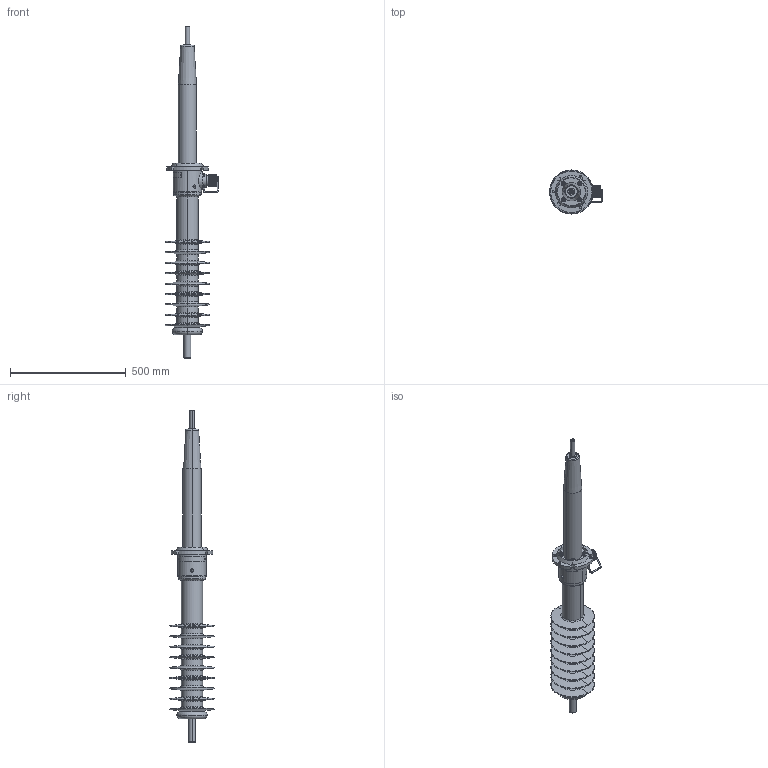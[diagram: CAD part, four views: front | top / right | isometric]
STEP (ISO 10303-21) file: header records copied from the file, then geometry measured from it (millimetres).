
FILE_DESCRIPTION (( 'STEP AP214' ), '1' );
FILE_NAME ('ﾃﾍﾂﾏIII-90-40,5-1000-ﾒﾒ150-ﾎ1(1).STEP', '2022-08-05T07:29:34', ( '' ), ( '' ), 'SwSTEP 2.0', 'SolidWorks 2010', '' );
FILE_SCHEMA (( 'AUTOMOTIVE_DESIGN' ));
Length unit declared in the file: millimetre
Products named in the file (1): ﾃﾍﾂﾏIII-90-40,5-1000-ﾒﾒ150-ﾎ1(1)
Bounding box: 229.81 x 189.96 x 1433 mm (x, y, z)
Volume: 9850726.6 mm3; surface area: 1515533.1 mm2
Topology: 38 solids, 38 shells, 1173 faces, 2982 edges, 1765 vertices
Faces by surface type: plane 404, cylinder 359, cone 148, bspline 144, torus 112, sphere 6
Entity records: 52569 total; most frequent: CARTESIAN_POINT 12323, ORIENTED_EDGE 5624, DIRECTION 5554, EDGE_CURVE 2812, AXIS2_PLACEMENT_3D 2205, VERTEX_POINT 1765, EDGE_LOOP 1293, UNCERTAINTY_MEASURE_WITH_UNIT 1213
